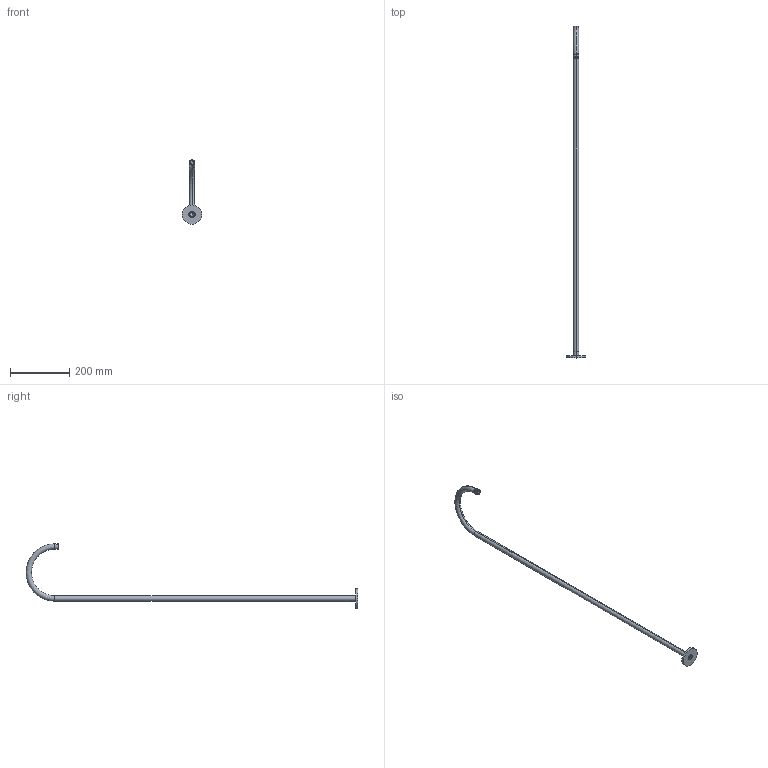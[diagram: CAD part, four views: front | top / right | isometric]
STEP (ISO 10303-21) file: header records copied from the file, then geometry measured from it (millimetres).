
FILE_DESCRIPTION (( 'STEP AP214' ), '1' );
FILE_NAME ('BIC.0006.U.STEP', '2022-11-08T10:15:09', ( 'Solid' ), ( '' ), 'SwSTEP 2.0', 'SolidWorks 2019', '' );
FILE_SCHEMA (( 'AUTOMOTIVE_DESIGN' ));
Length unit declared in the file: millimetre
Products named in the file (4): 011101102300; 0001-ESPELHO_Ø70_BICA_LAVATÓRIO_DE_TETO_000000000000; BIC.0006.U; BICA U CHAO
Assembly tree (3 placements, depth 2):
  BIC.0006.U
    0001-ESPELHO_Ø70_BICA_LAVATÓRIO_DE_TETO_000000000000
    BICA U CHAO
    011101102300
Bounding box: 65 x 1116.5 x 216.5 mm (x, y, z)
Volume: 127026.8 mm3; surface area: 144461.8 mm2
Topology: 3 solids, 3 shells, 107 faces, 252 edges, 159 vertices
Faces by surface type: plane 47, cylinder 36, cone 20, torus 4
Entity records: 3388 total; most frequent: CARTESIAN_POINT 615, DIRECTION 598, ORIENTED_EDGE 500, EDGE_CURVE 250, AXIS2_PLACEMENT_3D 239, VERTEX_POINT 159, CIRCLE 126, EDGE_LOOP 121
